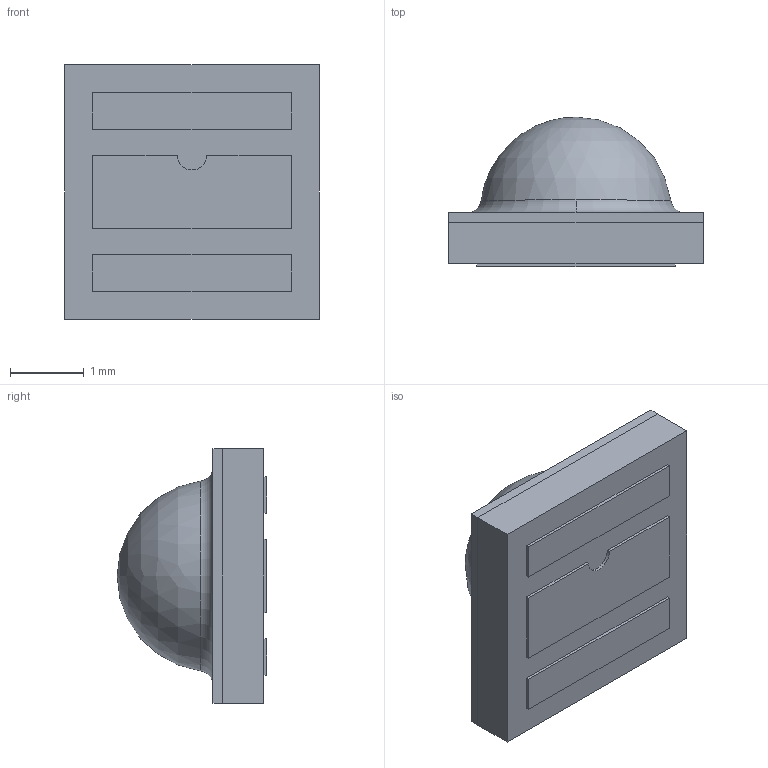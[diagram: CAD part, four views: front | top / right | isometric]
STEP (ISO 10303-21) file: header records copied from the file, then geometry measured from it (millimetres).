
FILE_DESCRIPTION (( 'STEP AP214' ), '1' );
FILE_NAME ('SST-10-IRD-B130-S940.STEP', '2020-08-03T14:21:01', ( '' ), ( '' ), 'SwSTEP 2.0', 'SolidWorks 2017', '' );
FILE_SCHEMA (( 'AUTOMOTIVE_DESIGN' ));
Length unit declared in the file: millimetre
Products named in the file (1): SST-10-IRD-B130-S940
Bounding box: 3.45 x 2.03 x 3.45 mm (x, y, z)
Volume: 13.1 mm3; surface area: 73.4 mm2
Topology: 5 solids, 5 shells, 36 faces, 78 edges, 52 vertices
Faces by surface type: plane 31, cylinder 2, torus 2, sphere 1
Entity records: 1019 total; most frequent: CARTESIAN_POINT 162, DIRECTION 159, ORIENTED_EDGE 150, EDGE_CURVE 75, LINE 65, VECTOR 65, VERTEX_POINT 50, AXIS2_PLACEMENT_3D 47
